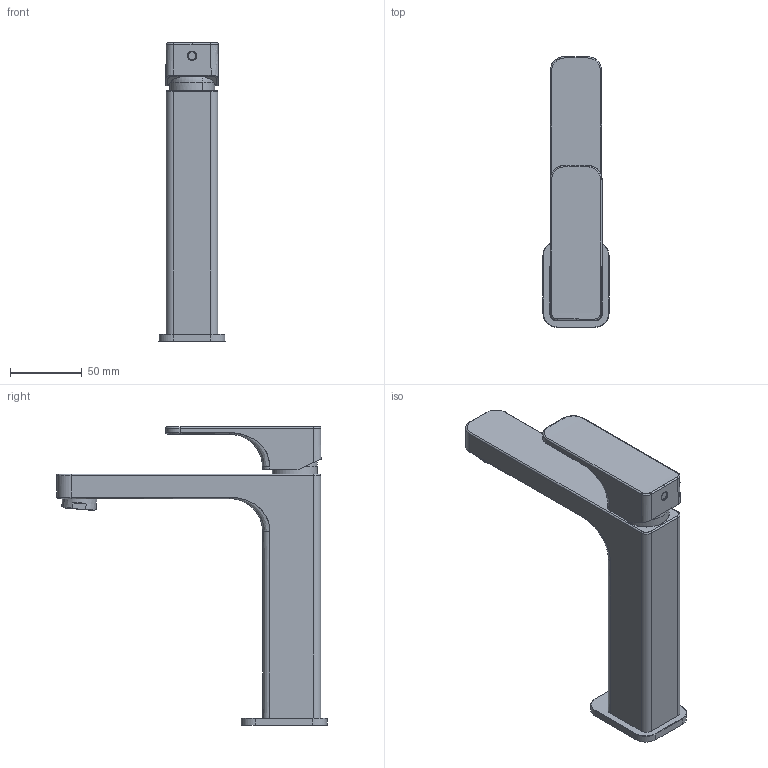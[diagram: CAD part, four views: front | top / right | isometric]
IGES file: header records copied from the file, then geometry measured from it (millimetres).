
Start section: START RECORD GO HERE.
Global section: file name: CU001501.igs; native system: DASSAULT SYSTEMES CATIA Version 5-6 Release 2013 - www.3ds.com; preprocessor: V5-6R2013_5.23.3.0.09-04-2013.20.00; author: ute09; organization: CISALNT1; date: 20180621.105033; units: millimetre
Bounding box: 46 x 188.5 x 208.1 mm (x, y, z)
Surface area: 66271.5 mm2 (no closed solid volume)
Topology: 0 solids, 0 shells, 560 faces, 3476 edges, 3476 vertices
Faces by surface type: revolution 312, plane 214, bspline 34
